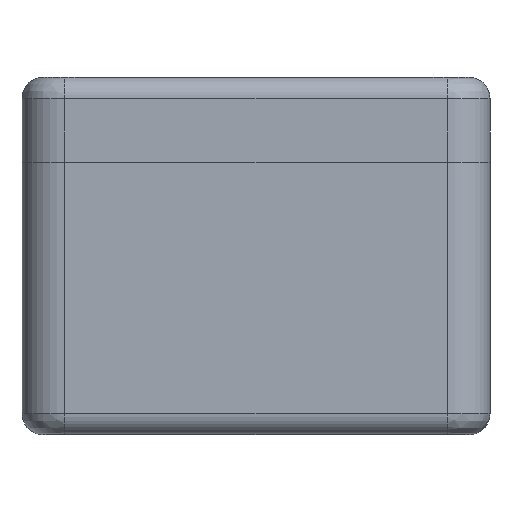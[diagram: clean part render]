
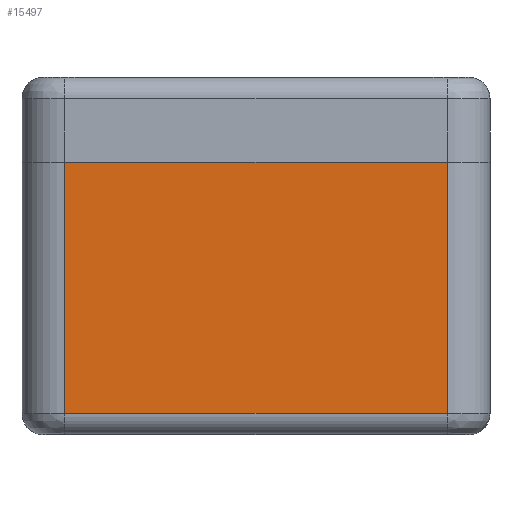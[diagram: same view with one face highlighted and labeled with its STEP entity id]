
A CAD part, front view. The second image highlights one B-rep face of the part: STEP entity #15497.
In plain terms, the highlighted planar face has unit normal (0, -1, 0).
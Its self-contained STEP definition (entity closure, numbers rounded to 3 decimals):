
#1933=FACE_OUTER_BOUND('',#2834,.T.);
#2834=EDGE_LOOP('',(#12959,#12960,#12961,#12962));
#4263=LINE('',#25332,#5816);
#4277=LINE('',#25411,#5830);
#4286=LINE('',#25435,#5839);
#4287=LINE('',#25437,#5840);
#5816=VECTOR('',#20775,10.);
#5830=VECTOR('',#20853,10.);
#5839=VECTOR('',#20880,10.);
#5840=VECTOR('',#20883,10.);
#7181=VERTEX_POINT('',#25278);
#7188=VERTEX_POINT('',#25328);
#7221=VERTEX_POINT('',#25408);
#7227=VERTEX_POINT('',#25433);
#9143=EDGE_CURVE('',#7188,#7181,#4263,.T.);
#9177=EDGE_CURVE('',#7181,#7221,#4277,.T.);
#9189=EDGE_CURVE('',#7227,#7188,#4286,.T.);
#9190=EDGE_CURVE('',#7221,#7227,#4287,.T.);
#12959=ORIENTED_EDGE('',*,*,#9190,.F.);
#12960=ORIENTED_EDGE('',*,*,#9177,.F.);
#12961=ORIENTED_EDGE('',*,*,#9143,.F.);
#12962=ORIENTED_EDGE('',*,*,#9189,.F.);
#14287=PLANE('',#16954);
#15497=ADVANCED_FACE('',(#1933),#14287,.T.);
#16954=AXIS2_PLACEMENT_3D('',#25436,#20881,#20882);
#20775=DIRECTION('',(-1.,0.,0.));
#20853=DIRECTION('',(0.,0.,1.));
#20880=DIRECTION('',(0.,0.,-1.));
#20881=DIRECTION('center_axis',(0.,-1.,0.));
#20882=DIRECTION('ref_axis',(1.,0.,0.));
#20883=DIRECTION('',(1.,0.,0.));
#25278=CARTESIAN_POINT('',(-22.5,-55.,-6.5));
#25328=CARTESIAN_POINT('',(22.5,-55.,-6.5));
#25332=CARTESIAN_POINT('',(-13.75,-55.,-6.5));
#25408=CARTESIAN_POINT('',(-22.5,-55.,23.));
#25411=CARTESIAN_POINT('',(-22.5,-55.,0.));
#25433=CARTESIAN_POINT('',(22.5,-55.,23.));
#25435=CARTESIAN_POINT('',(22.5,-55.,0.));
#25436=CARTESIAN_POINT('Origin',(-27.5,-55.,0.));
#25437=CARTESIAN_POINT('',(-13.75,-55.,23.));
